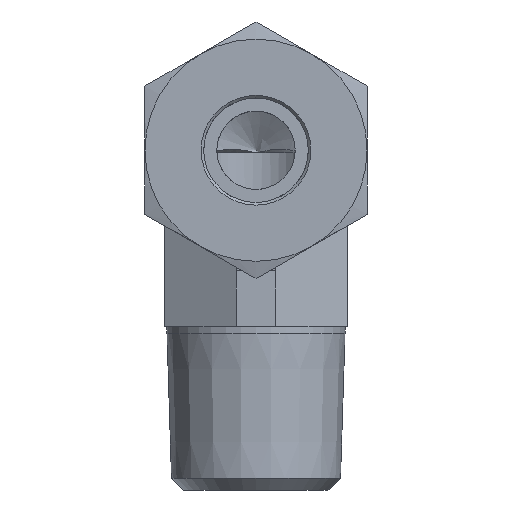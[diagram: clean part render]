
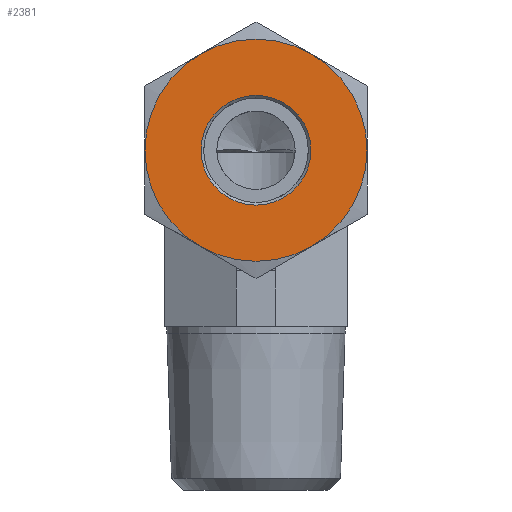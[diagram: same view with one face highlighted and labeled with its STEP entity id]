
A CAD part, front view. The second image highlights one B-rep face of the part: STEP entity #2381.
In plain terms, the highlighted face is planar.
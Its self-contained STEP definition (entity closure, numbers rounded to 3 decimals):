
#2285=CARTESIAN_POINT('',(4.2,0.,14.5));
#2286=VERTEX_POINT('',#2285);
#2287=CARTESIAN_POINT('',(0.0,0.0,14.5));
#2288=DIRECTION('',(0.0,0.0,1.0));
#2289=DIRECTION('',(-1.0,0.0,0.0));
#2290=AXIS2_PLACEMENT_3D('',#2287,#2288,#2289);
#2291=CIRCLE('',#2290,4.2);
#2292=EDGE_CURVE('',#2286,#2286,#2291,.T.);
#2317=CARTESIAN_POINT('',(0.,0.,14.5));
#2318=DIRECTION('',(0.0,0.0,1.0));
#2319=DIRECTION('',(1.0,0.0,0.0));
#2320=AXIS2_PLACEMENT_3D('',#2317,#2318,#2319);
#2321=PLANE('',#2320);
#2322=CARTESIAN_POINT('',(-4.25,-7.361,14.5));
#2323=VERTEX_POINT('',#2322);
#2324=CARTESIAN_POINT('',(4.25,-7.361,14.5));
#2325=VERTEX_POINT('',#2324);
#2326=CARTESIAN_POINT('',(0.0,0.0,14.5));
#2327=DIRECTION('',(0.0,0.0,1.0));
#2328=DIRECTION('',(-0.5,-0.866,0.0));
#2329=AXIS2_PLACEMENT_3D('',#2326,#2327,#2328);
#2330=CIRCLE('',#2329,8.5);
#2331=EDGE_CURVE('',#2323,#2325,#2330,.T.);
#2332=ORIENTED_EDGE('',*,*,#2331,.T.);
#2333=CARTESIAN_POINT('',(8.5,0.,14.5));
#2334=VERTEX_POINT('',#2333);
#2335=CARTESIAN_POINT('',(0.0,0.0,14.5));
#2336=DIRECTION('',(0.0,0.0,1.0));
#2337=DIRECTION('',(-0.5,-0.866,0.0));
#2338=AXIS2_PLACEMENT_3D('',#2335,#2336,#2337);
#2339=CIRCLE('',#2338,8.5);
#2340=EDGE_CURVE('',#2325,#2334,#2339,.T.);
#2341=ORIENTED_EDGE('',*,*,#2340,.T.);
#2342=CARTESIAN_POINT('',(4.25,7.361,14.5));
#2343=VERTEX_POINT('',#2342);
#2344=CARTESIAN_POINT('',(0.0,0.0,14.5));
#2345=DIRECTION('',(0.0,0.0,1.0));
#2346=DIRECTION('',(-0.5,-0.866,0.0));
#2347=AXIS2_PLACEMENT_3D('',#2344,#2345,#2346);
#2348=CIRCLE('',#2347,8.5);
#2349=EDGE_CURVE('',#2334,#2343,#2348,.T.);
#2350=ORIENTED_EDGE('',*,*,#2349,.T.);
#2351=CARTESIAN_POINT('',(-4.25,7.361,14.5));
#2352=VERTEX_POINT('',#2351);
#2353=CARTESIAN_POINT('',(0.0,0.0,14.5));
#2354=DIRECTION('',(0.0,0.0,1.0));
#2355=DIRECTION('',(-0.5,-0.866,0.0));
#2356=AXIS2_PLACEMENT_3D('',#2353,#2354,#2355);
#2357=CIRCLE('',#2356,8.5);
#2358=EDGE_CURVE('',#2343,#2352,#2357,.T.);
#2359=ORIENTED_EDGE('',*,*,#2358,.T.);
#2360=CARTESIAN_POINT('',(-8.5,0.0,14.5));
#2361=VERTEX_POINT('',#2360);
#2362=CARTESIAN_POINT('',(0.0,0.0,14.5));
#2363=DIRECTION('',(0.0,0.0,1.0));
#2364=DIRECTION('',(-0.5,-0.866,0.0));
#2365=AXIS2_PLACEMENT_3D('',#2362,#2363,#2364);
#2366=CIRCLE('',#2365,8.5);
#2367=EDGE_CURVE('',#2352,#2361,#2366,.T.);
#2368=ORIENTED_EDGE('',*,*,#2367,.T.);
#2369=CARTESIAN_POINT('',(0.0,0.0,14.5));
#2370=DIRECTION('',(0.0,0.0,1.0));
#2371=DIRECTION('',(-0.5,-0.866,0.0));
#2372=AXIS2_PLACEMENT_3D('',#2369,#2370,#2371);
#2373=CIRCLE('',#2372,8.5);
#2374=EDGE_CURVE('',#2361,#2323,#2373,.T.);
#2375=ORIENTED_EDGE('',*,*,#2374,.T.);
#2376=EDGE_LOOP('',(#2332,#2341,#2350,#2359,#2368,#2375));
#2377=FACE_OUTER_BOUND('',#2376,.T.);
#2378=ORIENTED_EDGE('',*,*,#2292,.F.);
#2379=EDGE_LOOP('',(#2378));
#2380=FACE_BOUND('',#2379,.T.);
#2381=ADVANCED_FACE('',(#2377,#2380),#2321,.T.);
